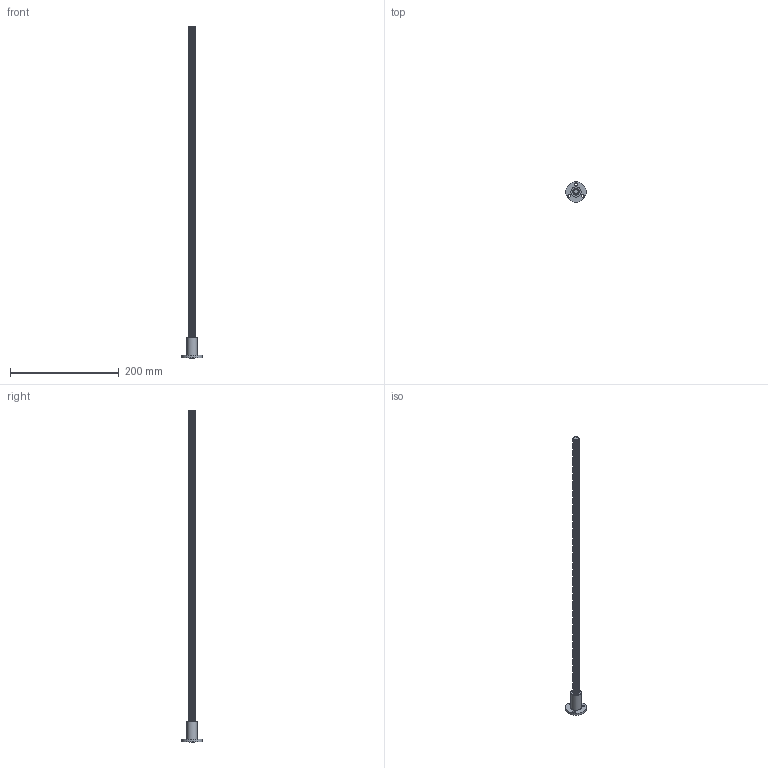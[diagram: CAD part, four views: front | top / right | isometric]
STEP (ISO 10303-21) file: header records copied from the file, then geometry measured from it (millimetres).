
FILE_DESCRIPTION((''),'2;1');
FILE_NAME('LEAD NUT ASSEMBLY.iam.step','2013-12-08T06:23:28',(''),(''),'Autodesk Inventor 2013','Autodesk Inventor 2013','');
FILE_SCHEMA(('AUTOMOTIVE_DESIGN { 1 0 10303 214 1 1 1 1 }'));
Products named in the file (3): LEAD NUT ASSEMBLY; _LEAD NUT BLANK; 7_16 TORQSPLINE
Assembly tree (2 placements, depth 2):
  LEAD NUT ASSEMBLY
    _LEAD NUT BLANK
    7_16 TORQSPLINE
Bounding box: 38.1 x 38.1 x 609.6 mm (x, y, z)
Volume: 62548.1 mm3; surface area: 36465.2 mm2
Topology: 2 solids, 2 shells, 34 faces, 87 edges, 58 vertices
Faces by surface type: bspline 24, cylinder 5, plane 5
Full cylindrical faces by diameter (mm): 5.156 x3, 19.05 x1, 38.1 x1
Entity records: 37994 total; most frequent: CARTESIAN_POINT 37146, ORIENTED_EDGE 164, DIRECTION 146, EDGE_CURVE 82, AXIS2_PLACEMENT_3D 73, VERTEX_POINT 58, CIRCLE 58, EDGE_LOOP 46
